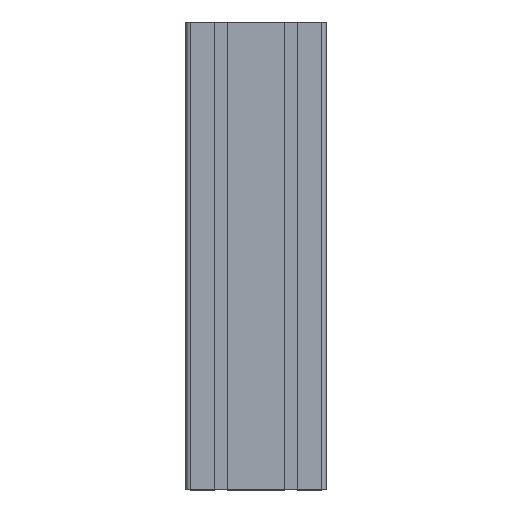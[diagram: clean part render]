
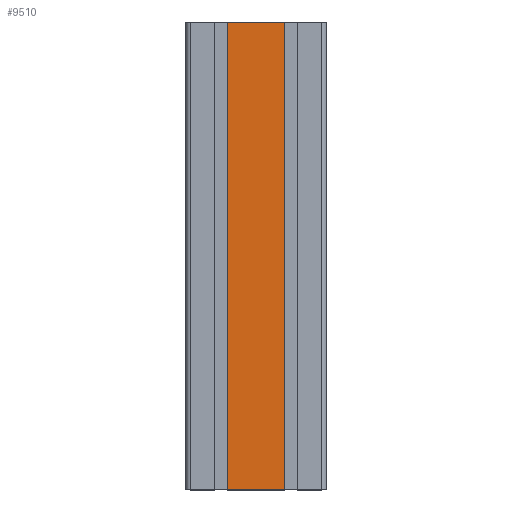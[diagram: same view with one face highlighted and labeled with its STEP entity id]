
A CAD part, top view. The second image highlights one B-rep face of the part: STEP entity #9510.
In plain terms, the highlighted face is planar.
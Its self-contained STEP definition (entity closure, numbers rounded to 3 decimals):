
#321 = PLANE ( 'NONE',  #7237 ) ;
#327 = CARTESIAN_POINT ( 'NONE',  ( 18.4, 45., -300. ) ) ;
#335 = FACE_OUTER_BOUND ( 'NONE', #12404, .T. ) ;
#336 = DIRECTION ( 'NONE',  ( 0., 1., 0. ) ) ;
#337 = DIRECTION ( 'NONE',  ( 0., 0., 1. ) ) ;
#4643 = CARTESIAN_POINT ( 'NONE',  ( 18.4, 45., -300. ) ) ;
#4646 = DIRECTION ( 'NONE',  ( -1., 0., 0. ) ) ;
#4648 = LINE ( 'NONE', #4643, #5696 ) ;
#4724 = LINE ( 'NONE', #4735, #5597 ) ;
#4735 = CARTESIAN_POINT ( 'NONE',  ( -18.4, 45., -300. ) ) ;
#4736 = DIRECTION ( 'NONE',  ( 0., 0., 1. ) ) ;
#4864 = CARTESIAN_POINT ( 'NONE',  ( 18.4, 45., -300. ) ) ;
#4866 = LINE ( 'NONE', #4864, #5635 ) ;
#4868 = DIRECTION ( 'NONE',  ( 0., 0., 1. ) ) ;
#4881 = LINE ( 'NONE', #4882, #5670 ) ;
#4882 = CARTESIAN_POINT ( 'NONE',  ( 18.4, 45., 0. ) ) ;
#4889 = DIRECTION ( 'NONE',  ( -1., 0., 0. ) ) ;
#5597 = VECTOR ( 'NONE', #4736, 1000. ) ;
#5635 = VECTOR ( 'NONE', #4868, 1000. ) ;
#5670 = VECTOR ( 'NONE', #4889, 1000. ) ;
#5696 = VECTOR ( 'NONE', #4646, 1000. ) ;
#6413 = ORIENTED_EDGE ( 'NONE', *, *, #10529, .F. ) ;
#6414 = ORIENTED_EDGE ( 'NONE', *, *, #10546, .F. ) ;
#6459 = ORIENTED_EDGE ( 'NONE', *, *, #10476, .T. ) ;
#6501 = ORIENTED_EDGE ( 'NONE', *, *, #10607, .T. ) ;
#6712 = CARTESIAN_POINT ( 'NONE',  ( 18.4, 45., 0. ) ) ;
#6760 = CARTESIAN_POINT ( 'NONE',  ( -18.4, 45., 0. ) ) ;
#6783 = CARTESIAN_POINT ( 'NONE',  ( -18.4, 45., -300. ) ) ;
#6831 = CARTESIAN_POINT ( 'NONE',  ( 18.4, 45., -300. ) ) ;
#7237 = AXIS2_PLACEMENT_3D ( 'NONE', #327, #336, #337 ) ;
#8831 = VERTEX_POINT ( 'NONE', #6712 ) ;
#8867 = VERTEX_POINT ( 'NONE', #6760 ) ;
#8872 = VERTEX_POINT ( 'NONE', #6783 ) ;
#8908 = VERTEX_POINT ( 'NONE', #6831 ) ;
#9510 = ADVANCED_FACE ( 'NONE', ( #335 ), #321, .T. ) ;
#10476 = EDGE_CURVE ( 'NONE', #8872, #8867, #4724, .T. ) ;
#10529 = EDGE_CURVE ( 'NONE', #8908, #8831, #4866, .T. ) ;
#10546 = EDGE_CURVE ( 'NONE', #8831, #8867, #4881, .T. ) ;
#10607 = EDGE_CURVE ( 'NONE', #8908, #8872, #4648, .T. ) ;
#12404 = EDGE_LOOP ( 'NONE', ( #6414, #6413, #6501, #6459 ) ) ;
